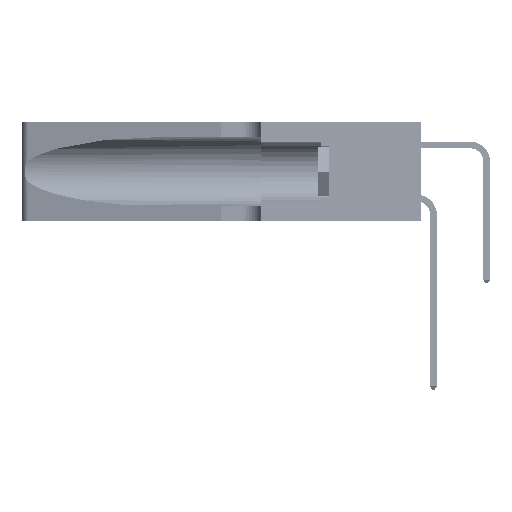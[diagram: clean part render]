
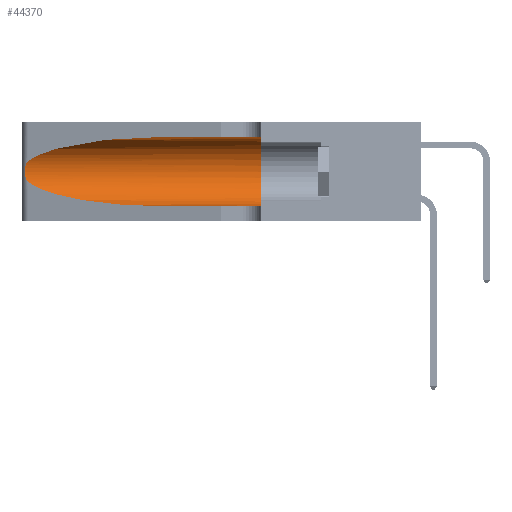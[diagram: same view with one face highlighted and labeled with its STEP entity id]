
A CAD part, left-side view. The second image highlights one B-rep face of the part: STEP entity #44370.
In plain terms, the highlighted cylindrical face has radius 3.308 mm (diameter 6.617 mm), a partial arc.
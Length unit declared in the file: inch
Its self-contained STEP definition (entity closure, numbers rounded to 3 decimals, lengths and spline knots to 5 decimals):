
#485 = CARTESIAN_POINT ( 'NONE',  ( 0.25639, 1.23184, 0.21858 ) ) ;
#537 = ORIENTED_EDGE ( 'NONE', *, *, #28212, .T. ) ;
#923 = EDGE_CURVE ( 'NONE', #2389, #11415, #29193, .T. ) ;
#1490 = FACE_OUTER_BOUND ( 'NONE', #29066, .T. ) ;
#2389 = VERTEX_POINT ( 'NONE', #39742 ) ;
#2616 = CARTESIAN_POINT ( 'NONE',  ( 0.1305, 1.61858, 0.05475 ) ) ;
#2934 = ORIENTED_EDGE ( 'NONE', *, *, #7676, .F. ) ;
#3147 = ORIENTED_EDGE ( 'NONE', *, *, #23469, .T. ) ;
#3492 = VERTEX_POINT ( 'NONE', #33639 ) ;
#4188 = CARTESIAN_POINT ( 'NONE',  ( 0.25487, 1.22718, 0.14631 ) ) ;
#4573 = CARTESIAN_POINT ( 'NONE',  ( 0.25555, 1.22993, 0.14849 ) ) ;
#4653 = CARTESIAN_POINT ( 'NONE',  ( 0.1305, 0.35, 0.31525 ) ) ;
#4742 = CARTESIAN_POINT ( 'NONE',  ( 0.26075, 1.23896, 0.19203 ) ) ;
#5544 = EDGE_CURVE ( 'NONE', #11415, #19500, #27570, .T. ) ;
#7037 = DIRECTION ( 'NONE',  ( 0., -1., 0. ) ) ;
#7676 = EDGE_CURVE ( 'NONE', #14723, #19500, #30252, .T. ) ;
#7950 = CARTESIAN_POINT ( 'NONE',  ( 0.2373, 1.15595, 0.08982 ) ) ;
#8014 = CARTESIAN_POINT ( 'NONE',  ( 0.25787, 1.23484, 0.2124 ) ) ;
#8830 = CARTESIAN_POINT ( 'NONE',  ( 0.25487, 1.22718, 0.14631 ) ) ;
#9098 = ORIENTED_EDGE ( 'NONE', *, *, #46694, .F. ) ;
#9861 = VERTEX_POINT ( 'NONE', #12886 ) ;
#11415 = VERTEX_POINT ( 'NONE', #18486 ) ;
#12397 = B_SPLINE_CURVE_WITH_KNOTS ( 'NONE', 3,
 ( #22901, #33858, #485, #8014, #19305, #45822, #4742, #19979, #12601, #27351, #27673, #16194, #4573, #8830 ),
 .UNSPECIFIED., .F., .F.,
 ( 4, 2, 2, 2, 2, 2, 4 ),
 ( 0., 0.00027, 0.00053, 0.00107, 0.0016, 0.00187, 0.00214 ),
 .UNSPECIFIED. ) ;
#12601 = CARTESIAN_POINT ( 'NONE',  ( 0.26017, 1.23833, 0.17102 ) ) ;
#12886 = CARTESIAN_POINT ( 'NONE',  ( 0.1305, 0.72297, 0.31525 ) ) ;
#13581 = DIRECTION ( 'NONE',  ( 0., -1., 0. ) ) ;
#13601 = ORIENTED_EDGE ( 'NONE', *, *, #5544, .T. ) ;
#14723 = VERTEX_POINT ( 'NONE', #4653 ) ;
#15159 = CARTESIAN_POINT ( 'NONE',  ( 0.1305, 0.72297, 0.05475 ) ) ;
#15510 = CYLINDRICAL_SURFACE ( 'NONE', #46765, 0.13025 ) ;
#16194 = CARTESIAN_POINT ( 'NONE',  ( 0.25639, 1.23186, 0.15144 ) ) ;
#18486 = CARTESIAN_POINT ( 'NONE',  ( 0.1305, 0.72297, 0.05475 ) ) ;
#19305 = CARTESIAN_POINT ( 'NONE',  ( 0.25854, 1.2359, 0.20912 ) ) ;
#19500 = VERTEX_POINT ( 'NONE', #19791 ) ;
#19599 =( BOUNDED_CURVE ( )  B_SPLINE_CURVE ( 3, ( #46253, #45930, #31351, #42143 ),
 .UNSPECIFIED., .F., .T. ) 
 B_SPLINE_CURVE_WITH_KNOTS ( ( 4, 4 ),
 ( 1.5708, 2.84003 ),
 .UNSPECIFIED. ) 
 CURVE ( )  GEOMETRIC_REPRESENTATION_ITEM ( )  RATIONAL_B_SPLINE_CURVE ( ( 1., 0.87, 0.87, 1. ) ) 
 REPRESENTATION_ITEM ( '' )  );
#19791 = CARTESIAN_POINT ( 'NONE',  ( 0.1305, 0.35, 0.05475 ) ) ;
#19979 = CARTESIAN_POINT ( 'NONE',  ( 0.26075, 1.23896, 0.178 ) ) ;
#22901 = CARTESIAN_POINT ( 'NONE',  ( 0.25487, 1.22718, 0.22369 ) ) ;
#23035 = DIRECTION ( 'NONE',  ( 0., 1., 0. ) ) ;
#23469 = EDGE_CURVE ( 'NONE', #3492, #2389, #12397, .T. ) ;
#24714 = VECTOR ( 'NONE', #39277, 39.37008 ) ;
#25363 = CARTESIAN_POINT ( 'NONE',  ( 0.1305, 1.61858, 0.185 ) ) ;
#26159 = CARTESIAN_POINT ( 'NONE',  ( 0.1305, 0.35, 0.185 ) ) ;
#26442 = CARTESIAN_POINT ( 'NONE',  ( 0.18966, 0.96281, 0.05475 ) ) ;
#27351 = CARTESIAN_POINT ( 'NONE',  ( 0.25856, 1.23593, 0.16098 ) ) ;
#27570 = LINE ( 'NONE', #2616, #36290 ) ;
#27673 = CARTESIAN_POINT ( 'NONE',  ( 0.25789, 1.23486, 0.15765 ) ) ;
#28212 = EDGE_CURVE ( 'NONE', #9861, #3492, #19599, .T. ) ;
#29066 = EDGE_LOOP ( 'NONE', ( #537, #3147, #35507, #13601, #2934, #9098 ) ) ;
#29193 =( BOUNDED_CURVE ( )  B_SPLINE_CURVE ( 3, ( #4188, #7950, #26442, #15159 ),
 .UNSPECIFIED., .F., .T. ) 
 B_SPLINE_CURVE_WITH_KNOTS ( ( 4, 4 ),
 ( 3.44316, 4.71239 ),
 .UNSPECIFIED. ) 
 CURVE ( )  GEOMETRIC_REPRESENTATION_ITEM ( )  RATIONAL_B_SPLINE_CURVE ( ( 1., 0.87, 0.87, 1. ) ) 
 REPRESENTATION_ITEM ( '' )  );
#29301 = AXIS2_PLACEMENT_3D ( 'NONE', #26159, #23035, #45118 ) ;
#30252 = CIRCLE ( 'NONE', #29301, 0.13025 ) ;
#30602 = LINE ( 'NONE', #42563, #24714 ) ;
#31351 = CARTESIAN_POINT ( 'NONE',  ( 0.2373, 1.15595, 0.28018 ) ) ;
#33639 = CARTESIAN_POINT ( 'NONE',  ( 0.25487, 1.22718, 0.22369 ) ) ;
#33858 = CARTESIAN_POINT ( 'NONE',  ( 0.25555, 1.22994, 0.2215 ) ) ;
#35507 = ORIENTED_EDGE ( 'NONE', *, *, #923, .T. ) ;
#36290 = VECTOR ( 'NONE', #13581, 39.37008 ) ;
#36957 = DIRECTION ( 'NONE',  ( 0., 0., -1. ) ) ;
#39277 = DIRECTION ( 'NONE',  ( 0., -1., 0. ) ) ;
#39742 = CARTESIAN_POINT ( 'NONE',  ( 0.25487, 1.22718, 0.14631 ) ) ;
#42143 = CARTESIAN_POINT ( 'NONE',  ( 0.25487, 1.22718, 0.22369 ) ) ;
#42563 = CARTESIAN_POINT ( 'NONE',  ( 0.1305, 1.61858, 0.31525 ) ) ;
#44370 = ADVANCED_FACE ( 'NONE', ( #1490 ), #15510, .F. ) ;
#45118 = DIRECTION ( 'NONE',  ( 0., 0., 1. ) ) ;
#45822 = CARTESIAN_POINT ( 'NONE',  ( 0.26018, 1.23835, 0.19895 ) ) ;
#45930 = CARTESIAN_POINT ( 'NONE',  ( 0.18966, 0.96281, 0.31525 ) ) ;
#46253 = CARTESIAN_POINT ( 'NONE',  ( 0.1305, 0.72297, 0.31525 ) ) ;
#46694 = EDGE_CURVE ( 'NONE', #9861, #14723, #30602, .T. ) ;
#46765 = AXIS2_PLACEMENT_3D ( 'NONE', #25363, #7037, #36957 ) ;
